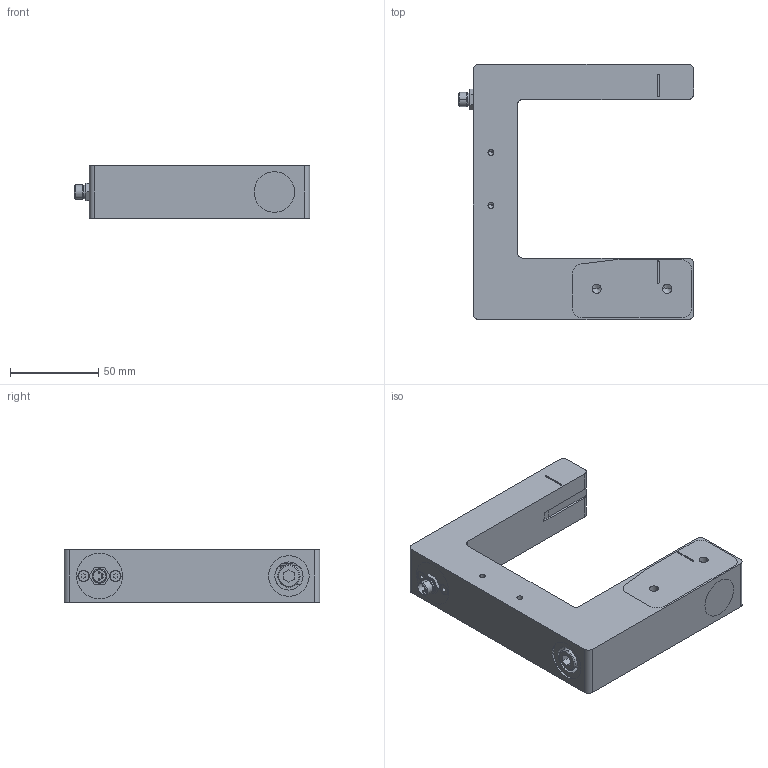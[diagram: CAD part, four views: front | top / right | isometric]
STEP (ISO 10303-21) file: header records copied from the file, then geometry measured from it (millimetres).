
FILE_DESCRIPTION((''),'2;1');
FILE_NAME('K1604015_stp.stp','2017-09-13T09:44:48',(''),(''),'Mechanical Desktop 2009','Mechanical Desktop 2009',', , ');
FILE_SCHEMA(('CONFIG_CONTROL_DESIGN'));
Length unit declared in the file: millimetre
Products named in the file (16): K1604015_STP; K1604014A; K1604014; K1309183A; K1309183; K1309184A; K1309184; SENKSCHRAUBE_I-6KT_M3X6A; SENKSCHRAUBE_I-6KT_M3X6; MINIATUR_RUNDSTECKER_RSMF_4A; MINIATUR_RUNDSTECKER_RSMF_4; VERSCHLUSSSCHRAUBE_M12X1_5; VERSCHLUSSSCHRAUBE_M12X1_5A; K0310204A; K0310204; RM_SDB
Assembly tree (20 placements, depth 3):
  K1604015_STP
    K1604014A
      K1604014
    K1309183A
      K1309183
    K1309184A
      K1309184
    SENKSCHRAUBE_I-6KT_M3X6A  x2
      SENKSCHRAUBE_I-6KT_M3X6
    MINIATUR_RUNDSTECKER_RSMF_4A
      MINIATUR_RUNDSTECKER_RSMF_4
    VERSCHLUSSSCHRAUBE_M12X1_5  x2
      VERSCHLUSSSCHRAUBE_M12X1_5A
    K0310204A  x2
      K0310204
    RM_SDB  x3
Bounding box: 133.5 x 145 x 30 mm (x, y, z)
Volume: 218859.8 mm3; surface area: 66034.6 mm2
Topology: 10 solids, 10 shells, 375 faces, 896 edges, 553 vertices
Faces by surface type: plane 156, cylinder 138, cone 73, bspline 8
Entity records: 10636 total; most frequent: CARTESIAN_POINT 2239, DIRECTION 1813, ORIENTED_EDGE 1596, EDGE_CURVE 798, AXIS2_PLACEMENT_3D 673, VERTEX_POINT 507, VECTOR 467, LINE 467
